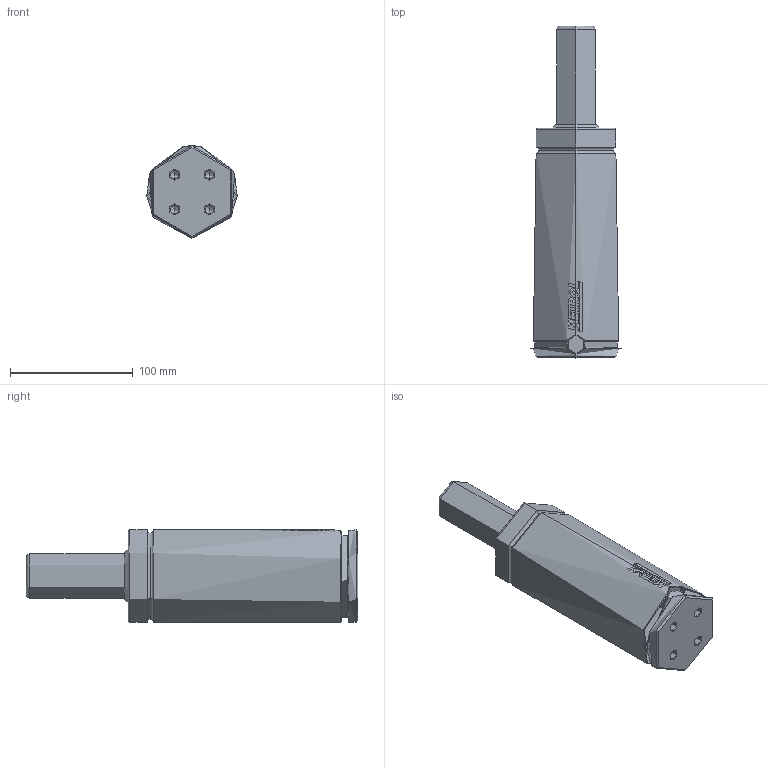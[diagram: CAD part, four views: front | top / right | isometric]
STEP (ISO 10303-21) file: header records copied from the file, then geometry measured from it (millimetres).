
FILE_DESCRIPTION (( 'STEP AP214' ), '1' );
FILE_NAME ('HSNG1500-080.STEP', '2019-07-12T13:45:30', ( 'Metrol Springs' ), ( 'Hewlett-Packard Company' ), 'SwSTEP 2.0', 'SolidWorks 2017', '' );
FILE_SCHEMA (( 'AUTOMOTIVE_DESIGN' ));
Length unit declared in the file: millimetre
Products named in the file (3): HSNG-1500 Piston_HSNG1500-080; HSNG-1500 Body_HSNG1500-080; HSNG1500-080
Assembly tree (2 placements, depth 2):
  HSNG1500-080
    HSNG-1500 Body_HSNG1500-080
    HSNG-1500 Piston_HSNG1500-080
Bounding box: 73.67 x 270 x 75.1 mm (x, y, z)
Volume: 738024.8 mm3; surface area: 91755.5 mm2
Topology: 7 solids, 7 shells, 180 faces, 443 edges, 278 vertices
Faces by surface type: cylinder 63, bspline 42, plane 34, cone 27, torus 14
Entity records: 7601 total; most frequent: CARTESIAN_POINT 3433, ORIENTED_EDGE 866, DIRECTION 673, EDGE_CURVE 433, VERTEX_POINT 278, AXIS2_PLACEMENT_3D 254, EDGE_LOOP 195, ADVANCED_FACE 180
